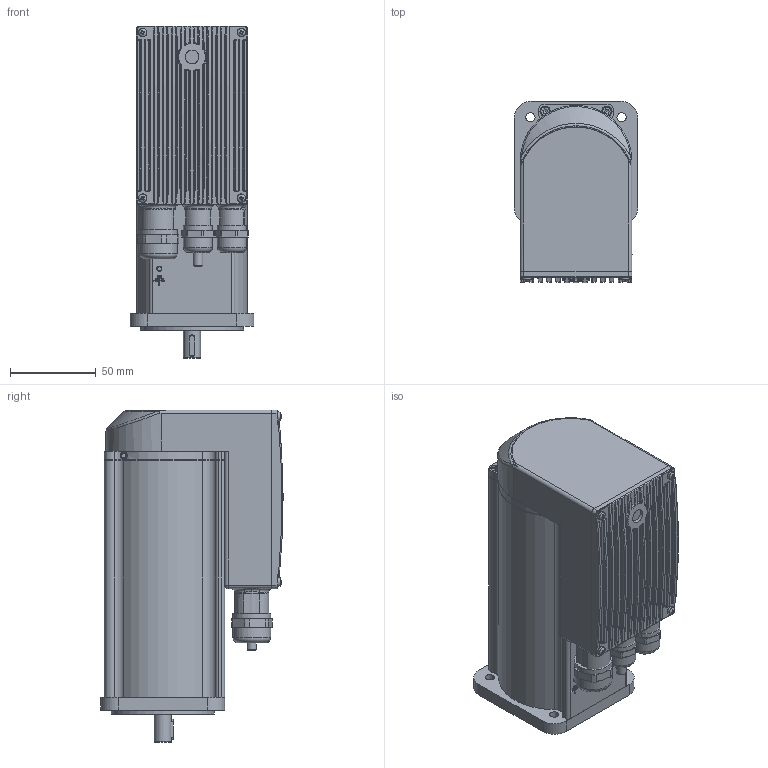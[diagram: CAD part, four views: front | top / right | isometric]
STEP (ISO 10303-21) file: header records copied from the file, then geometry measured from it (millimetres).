
FILE_DESCRIPTION(/* description */ ('Flansch 4060441'),/* implementation_level */ '2;1');
FILE_NAME(/* name */ '7300.010773-HDA70-DP70-L-B-S.stp',/* time_stamp */ '2015-02-19T09:37:55+01:00',/* author */ ('ewolf'),/* organization */ (''),/* preprocessor_version */ 'ST-DEVELOPER v15.6',/* originating_system */ 'Autodesk Inventor 2015',/* authorisation */ '');
FILE_SCHEMA (('AUTOMOTIVE_DESIGN { 1 0 10303 214 3 1 1 }'));
Products named in the file (19): 1020.005603M; ENG-001722; ENG-001723; ENG-001726; DIN 912 - M3 x 0,5 x 8 x 6,75; DIN 912 - M3 x 0,5 x 12 x 10,75; DIN 7985 (Z) - M2,5x4-Z; 1010.003153M; 1510.000839M; 1230.007604M; 1290.003494M; 1200.007584M; DIN 6885 - A 3 x 3 x 12; 1450.001979M; ENG-001996; 1010.003143M; 1010.003013M; 1010.003074M; 7300.010773MB
Assembly tree (30 placements, depth 2):
  7300.010773MB
    1020.005603M
    ENG-001722
    ENG-001723  x2
    ENG-001726
    DIN 912 - M3 x 0,5 x 8 x 6,75  x4
    DIN 912 - M3 x 0,5 x 12 x 10,75  x4
    DIN 7985 (Z) - M2,5x4-Z  x4
    1010.003143M
    1010.003153M
    1510.000839M
    1010.003013M
    1010.003074M
    1230.007604M  x2
    1290.003494M  x2
    1200.007584M
    DIN 6885 - A 3 x 3 x 12
    1450.001979M
    ENG-001996
Bounding box: 72 x 106 x 193.3 mm (x, y, z)
Volume: 310975.1 mm3; surface area: 184591.5 mm2
Topology: 36 solids, 61 shells, 2005 faces, 4767 edges, 3019 vertices
Faces by surface type: plane 1122, cylinder 537, cone 111, bspline 97, torus 90, sphere 48
Full cylindrical faces by diameter (mm): 2.275 x4, 2.459 x19, 2.5 x4, 2.7 x7, 2.75 x2, 3 x37, 3.2 x24, 3.5 x1, 4 x2, 4.2 x4, 5 x3, 5.3 x4, 5.5 x10, 6 x12, 7 x2, 7.5 x1, 8 x1, 8.7 x1, 8.8 x2, 9 x3, 9.1 x2, 10 x3, 10.8 x1, 12 x2, 12.25 x2, 12.3 x1, 13 x1, 13.835 x2, 14 x1, 14.16 x2
Entity records: 62780 total; most frequent: CARTESIAN_POINT 25632, DIRECTION 7632, ORIENTED_EDGE 6891, EDGE_CURVE 3478, AXIS2_PLACEMENT_3D 2993, VERTEX_POINT 2325, EDGE_LOOP 2055, LINE 1646
